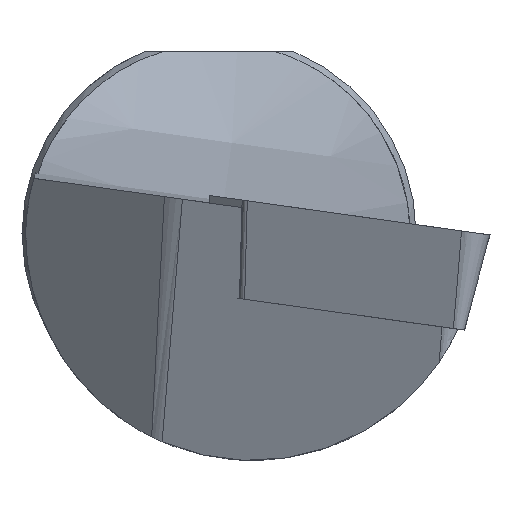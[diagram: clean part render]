
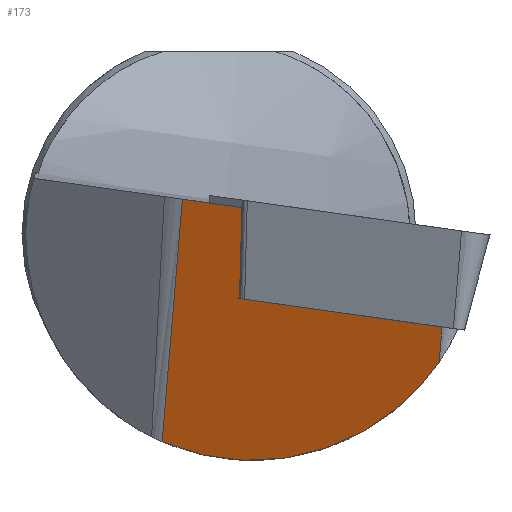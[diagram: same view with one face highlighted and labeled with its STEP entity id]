
A CAD part, left-side view. The second image highlights one B-rep face of the part: STEP entity #173.
In plain terms, the highlighted planar face has unit normal (-0.882, 0.467, -0.057).
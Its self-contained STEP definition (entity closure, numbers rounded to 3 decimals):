
#173=ADVANCED_FACE('',(#223),#206,.T.);
#206=PLANE('',#686);
#223=FACE_OUTER_BOUND('',#255,.T.);
#255=EDGE_LOOP('',(#298,#299,#300,#301,#302,#303));
#289=ELLIPSE('',#685,10.428,9.2);
#298=ORIENTED_EDGE('',*,*,#519,.F.);
#299=ORIENTED_EDGE('',*,*,#520,.F.);
#300=ORIENTED_EDGE('',*,*,#521,.T.);
#301=ORIENTED_EDGE('',*,*,#522,.T.);
#302=ORIENTED_EDGE('',*,*,#523,.F.);
#303=ORIENTED_EDGE('',*,*,#524,.F.);
#464=VERTEX_POINT('',#898);
#465=VERTEX_POINT('',#899);
#466=VERTEX_POINT('',#901);
#467=VERTEX_POINT('',#903);
#468=VERTEX_POINT('',#905);
#469=VERTEX_POINT('',#907);
#519=EDGE_CURVE('',#464,#465,#602,.T.);
#520=EDGE_CURVE('',#466,#464,#603,.T.);
#521=EDGE_CURVE('',#466,#467,#604,.T.);
#522=EDGE_CURVE('',#467,#468,#289,.T.);
#523=EDGE_CURVE('',#469,#468,#605,.T.);
#524=EDGE_CURVE('',#465,#469,#606,.T.);
#602=LINE('',#897,#643);
#603=LINE('',#900,#644);
#604=LINE('',#902,#645);
#605=LINE('',#906,#646);
#606=LINE('',#908,#647);
#643=VECTOR('',#743,1.);
#644=VECTOR('',#744,1.);
#645=VECTOR('',#745,1.);
#646=VECTOR('',#748,1.);
#647=VECTOR('',#749,1.);
#685=AXIS2_PLACEMENT_3D('',#904,#746,#747);
#686=AXIS2_PLACEMENT_3D('',#909,#750,#751);
#743=DIRECTION('',(0.079,0.027,-0.997));
#744=DIRECTION('',(-0.458,-0.88,-0.124));
#745=DIRECTION('',(0.108,0.083,-0.991));
#746=DIRECTION('',(-0.882,0.467,-0.057));
#747=DIRECTION('',(0.471,0.876,-0.108));
#748=DIRECTION('',(0.108,0.083,-0.991));
#749=DIRECTION('',(-0.458,-0.88,-0.124));
#750=DIRECTION('',(-0.882,0.467,-0.057));
#751=DIRECTION('',(-0.468,-0.884,0.));
#897=CARTESIAN_POINT('',(4.877,-0.933,0.766));
#898=CARTESIAN_POINT('',(4.853,-0.941,1.069));
#899=CARTESIAN_POINT('',(5.146,-0.841,-2.623));
#900=CARTESIAN_POINT('',(0.47,-9.36,-0.114));
#901=CARTESIAN_POINT('',(6.117,1.487,1.41));
#902=CARTESIAN_POINT('',(6.084,1.462,1.71));
#903=CARTESIAN_POINT('',(7.194,2.311,-8.44));
#904=CARTESIAN_POINT('',(4.706,-1.35,0.));
#905=CARTESIAN_POINT('',(1.027,-8.935,-5.207));
#906=CARTESIAN_POINT('',(0.437,-9.385,0.185));
#907=CARTESIAN_POINT('',(0.87,-9.054,-3.777));
#908=CARTESIAN_POINT('',(0.87,-9.054,-3.777));
#909=CARTESIAN_POINT('',(0.437,-9.385,0.185));
